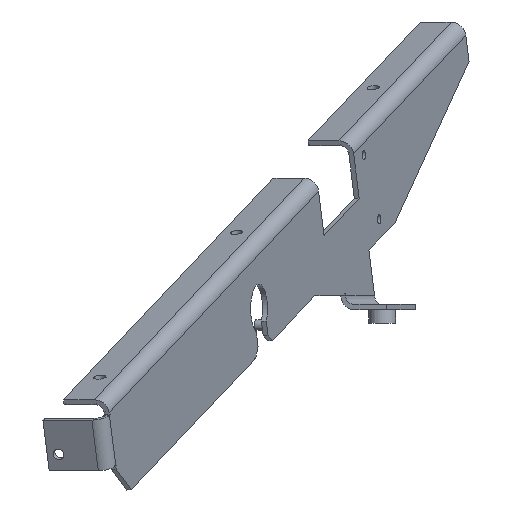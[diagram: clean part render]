
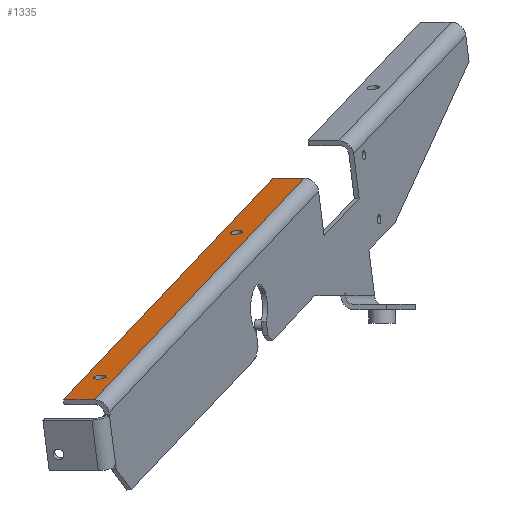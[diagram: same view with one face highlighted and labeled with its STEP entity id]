
A CAD part, top view. The second image highlights one B-rep face of the part: STEP entity #1335.
In plain terms, the highlighted planar face has unit normal (-0.117, 0.94, 0.321).
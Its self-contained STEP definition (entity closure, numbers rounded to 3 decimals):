
#874=CARTESIAN_POINT('',(1.116,68.909,25.564));
#875=VERTEX_POINT('',#874);
#876=CARTESIAN_POINT('',(-2.173,68.909,24.367));
#877=DIRECTION('',(0.117,-0.94,-0.321));
#878=DIRECTION('',(0.94,0.,0.342));
#879=AXIS2_PLACEMENT_3D('',#876,#877,#878);
#880=CIRCLE('',#879,3.5);
#881=EDGE_CURVE('',#875,#875,#880,.T.);
#923=CARTESIAN_POINT('',(-77.626,-14.886,241.904));
#924=VERTEX_POINT('',#923);
#925=CARTESIAN_POINT('',(-80.915,-14.886,240.707));
#926=DIRECTION('',(0.117,-0.94,-0.321));
#927=DIRECTION('',(0.94,0.,0.342));
#928=AXIS2_PLACEMENT_3D('',#925,#926,#927);
#929=CIRCLE('',#928,3.5);
#930=EDGE_CURVE('',#924,#924,#929,.T.);
#953=CARTESIAN_POINT('',(36.633,100.375,-53.509));
#954=VERTEX_POINT('',#953);
#994=CARTESIAN_POINT('',(18.779,100.375,-60.007));
#995=VERTEX_POINT('',#994);
#1002=CARTESIAN_POINT('',(36.633,100.375,-53.509));
#1003=DIRECTION('',(-0.94,0.0,-0.342));
#1004=VECTOR('',#1003,19.);
#1005=LINE('',#1002,#1004);
#1006=EDGE_CURVE('',#954,#995,#1005,.T.);
#1287=CARTESIAN_POINT('',(-84.018,-28.019,277.978));
#1288=VERTEX_POINT('',#1287);
#1289=CARTESIAN_POINT('',(-84.018,-28.019,277.978));
#1290=DIRECTION('',(0.321,0.342,-0.883));
#1291=VECTOR('',#1290,375.4);
#1292=LINE('',#1289,#1291);
#1293=EDGE_CURVE('',#1288,#954,#1292,.T.);
#1306=CARTESIAN_POINT('',(103.668,190.712,-293.237));
#1307=DIRECTION('',(-0.117,0.94,0.321));
#1308=DIRECTION('',(-0.321,-0.342,0.883));
#1309=AXIS2_PLACEMENT_3D('',#1306,#1307,#1308);
#1310=PLANE('',#1309);
#1311=ORIENTED_EDGE('',*,*,#1006,.T.);
#1312=CARTESIAN_POINT('',(-101.872,-28.019,271.479));
#1313=VERTEX_POINT('',#1312);
#1314=CARTESIAN_POINT('',(18.779,100.375,-60.007));
#1315=DIRECTION('',(-0.321,-0.342,0.883));
#1316=VECTOR('',#1315,375.4);
#1317=LINE('',#1314,#1316);
#1318=EDGE_CURVE('',#995,#1313,#1317,.T.);
#1319=ORIENTED_EDGE('',*,*,#1318,.T.);
#1320=CARTESIAN_POINT('',(-101.872,-28.019,271.479));
#1321=DIRECTION('',(0.94,0.,0.342));
#1322=VECTOR('',#1321,19.);
#1323=LINE('',#1320,#1322);
#1324=EDGE_CURVE('',#1313,#1288,#1323,.T.);
#1325=ORIENTED_EDGE('',*,*,#1324,.T.);
#1326=ORIENTED_EDGE('',*,*,#1293,.T.);
#1327=EDGE_LOOP('',(#1311,#1319,#1325,#1326));
#1328=FACE_OUTER_BOUND('',#1327,.T.);
#1329=ORIENTED_EDGE('',*,*,#881,.T.);
#1330=EDGE_LOOP('',(#1329));
#1331=FACE_BOUND('',#1330,.T.);
#1332=ORIENTED_EDGE('',*,*,#930,.T.);
#1333=EDGE_LOOP('',(#1332));
#1334=FACE_BOUND('',#1333,.T.);
#1335=ADVANCED_FACE('',(#1328,#1331,#1334),#1310,.T.);
